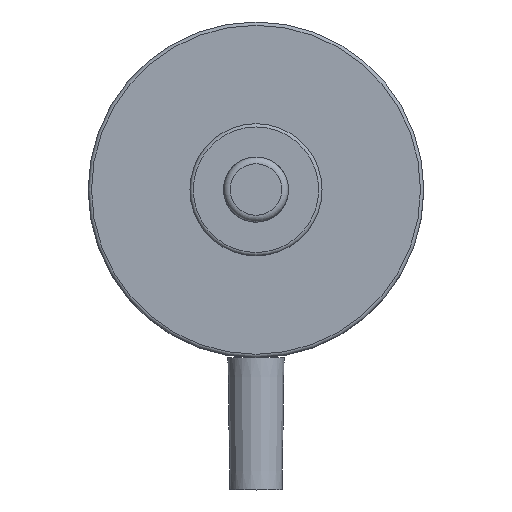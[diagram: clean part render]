
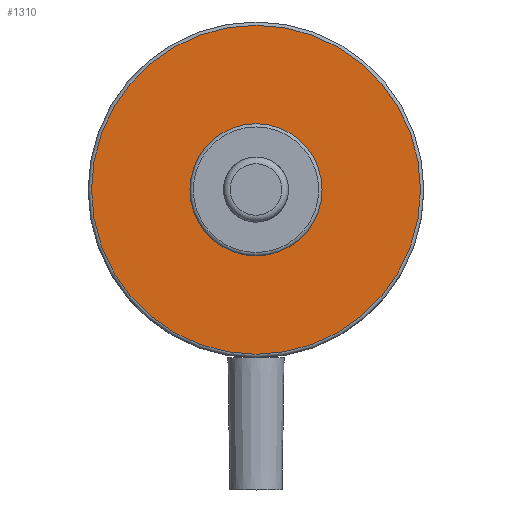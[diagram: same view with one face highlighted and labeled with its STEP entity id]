
A CAD part, top view. The second image highlights one B-rep face of the part: STEP entity #1310.
In plain terms, the highlighted planar face has unit normal (0, 0, 1).
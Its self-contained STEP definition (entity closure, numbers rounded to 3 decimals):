
#23=FACE_BOUND('',#281,.T.);
#29=PLANE('',#1423);
#199=FACE_OUTER_BOUND('',#280,.T.);
#280=EDGE_LOOP('',(#1006));
#281=EDGE_LOOP('',(#1007));
#332=CIRCLE('',#1420,12.45);
#334=CIRCLE('',#1424,5.);
#575=VERTEX_POINT('',#3327);
#576=VERTEX_POINT('',#3333);
#750=EDGE_CURVE('',#575,#575,#332,.T.);
#752=EDGE_CURVE('',#576,#576,#334,.T.);
#1006=ORIENTED_EDGE('',*,*,#750,.F.);
#1007=ORIENTED_EDGE('',*,*,#752,.F.);
#1310=ADVANCED_FACE('',(#199,#23),#29,.T.);
#1420=AXIS2_PLACEMENT_3D('',#3329,#1661,#1662);
#1423=AXIS2_PLACEMENT_3D('',#3332,#1667,#1668);
#1424=AXIS2_PLACEMENT_3D('',#3334,#1669,#1670);
#1661=DIRECTION('center_axis',(0.,0.,-1.));
#1662=DIRECTION('ref_axis',(-1.,0.,0.));
#1667=DIRECTION('center_axis',(0.,0.,1.));
#1668=DIRECTION('ref_axis',(-1.,0.,0.));
#1669=DIRECTION('center_axis',(0.,0.,1.));
#1670=DIRECTION('ref_axis',(-1.,0.,0.));
#3327=CARTESIAN_POINT('',(12.45,0.,-12.5));
#3329=CARTESIAN_POINT('Origin',(0.,0.,-12.5));
#3332=CARTESIAN_POINT('Origin',(0.,0.,-12.5));
#3333=CARTESIAN_POINT('',(5.,0.,-12.5));
#3334=CARTESIAN_POINT('Origin',(0.,0.,-12.5));
